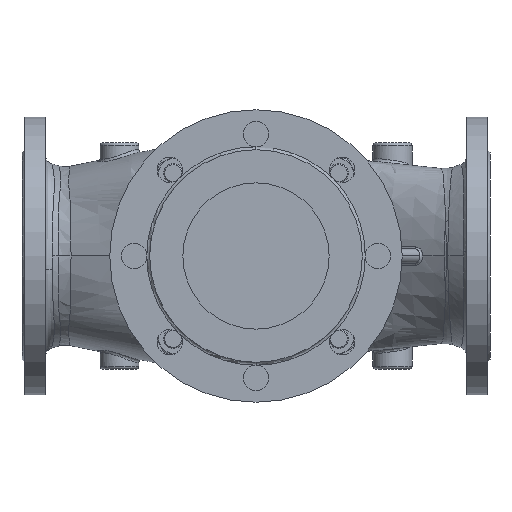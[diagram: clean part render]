
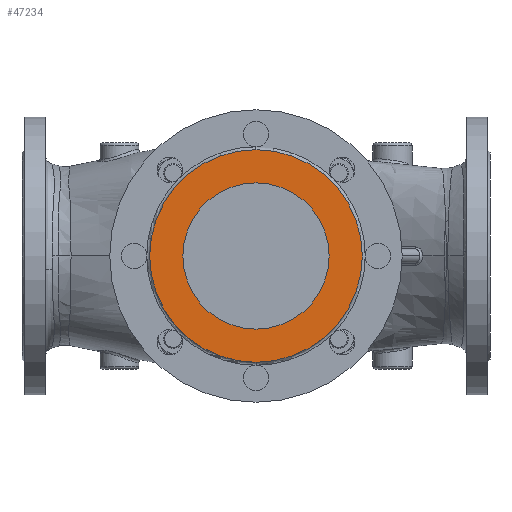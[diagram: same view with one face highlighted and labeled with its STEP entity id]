
A CAD part, front view. The second image highlights one B-rep face of the part: STEP entity #47234.
In plain terms, the highlighted planar face has unit normal (0, -1, 0).
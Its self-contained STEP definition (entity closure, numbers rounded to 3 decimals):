
#1136 = CARTESIAN_POINT ( 'NONE',  ( 0., -279., 0. ) ) ;
#9075 = DIRECTION ( 'NONE',  ( 0., -1., 0. ) ) ;
#16006 = FACE_OUTER_BOUND ( 'NONE', #152893, .T. ) ;
#16937 = CARTESIAN_POINT ( 'NONE',  ( -75., -279., 0. ) ) ;
#16998 = CARTESIAN_POINT ( 'NONE',  ( 75., -279., 0. ) ) ;
#23488 = DIRECTION ( 'NONE',  ( 0., 0., 1. ) ) ;
#30655 = CIRCLE ( 'NONE', #58035, 75. ) ;
#39341 = DIRECTION ( 'NONE',  ( 0., 0., 1. ) ) ;
#47234 = ADVANCED_FACE ( 'NONE', ( #134315, #16006 ), #60713, .F. ) ;
#58035 = AXIS2_PLACEMENT_3D ( 'NONE', #142252, #9075, #164540 ) ;
#60713 = PLANE ( 'NONE',  #110112 ) ;
#65179 = AXIS2_PLACEMENT_3D ( 'NONE', #100849, #256289, #123223 ) ;
#67805 = AXIS2_PLACEMENT_3D ( 'NONE', #212220, #79084, #234551 ) ;
#79084 = DIRECTION ( 'NONE',  ( 0., -1., 0. ) ) ;
#85257 = CARTESIAN_POINT ( 'NONE',  ( 0., -279., -109. ) ) ;
#86737 = CIRCLE ( 'NONE', #65179, 109. ) ;
#100849 = CARTESIAN_POINT ( 'NONE',  ( 0., -279., 0. ) ) ;
#102080 = ORIENTED_EDGE ( 'NONE', *, *, #247417, .F. ) ;
#110112 = AXIS2_PLACEMENT_3D ( 'NONE', #16998, #172464, #39341 ) ;
#116782 = EDGE_LOOP ( 'NONE', ( #102080, #279894 ) ) ;
#117001 = VERTEX_POINT ( 'NONE', #268606 ) ;
#122933 = CIRCLE ( 'NONE', #67805, 75. ) ;
#123223 = DIRECTION ( 'NONE',  ( 0., 0., 1. ) ) ;
#131490 = VERTEX_POINT ( 'NONE', #16937 ) ;
#131499 = ORIENTED_EDGE ( 'NONE', *, *, #250456, .F. ) ;
#134315 = FACE_BOUND ( 'NONE', #116782, .T. ) ;
#142252 = CARTESIAN_POINT ( 'NONE',  ( 0., -279., 0. ) ) ;
#152893 = EDGE_LOOP ( 'NONE', ( #194879, #131499 ) ) ;
#155292 = EDGE_CURVE ( 'NONE', #117001, #161796, #86737, .T. ) ;
#156645 = DIRECTION ( 'NONE',  ( 0., 1., 0. ) ) ;
#158969 = CIRCLE ( 'NONE', #225790, 109. ) ;
#161796 = VERTEX_POINT ( 'NONE', #85257 ) ;
#164540 = DIRECTION ( 'NONE',  ( 1., 0., 0. ) ) ;
#172464 = DIRECTION ( 'NONE',  ( 0., 1., 0. ) ) ;
#185925 = CARTESIAN_POINT ( 'NONE',  ( 75., -279., 0. ) ) ;
#194879 = ORIENTED_EDGE ( 'NONE', *, *, #155292, .F. ) ;
#211681 = EDGE_CURVE ( 'NONE', #131490, #247387, #122933, .T. ) ;
#212220 = CARTESIAN_POINT ( 'NONE',  ( 0., -279., 0. ) ) ;
#225790 = AXIS2_PLACEMENT_3D ( 'NONE', #1136, #156645, #23488 ) ;
#234551 = DIRECTION ( 'NONE',  ( 1., 0., 0. ) ) ;
#247387 = VERTEX_POINT ( 'NONE', #185925 ) ;
#247417 = EDGE_CURVE ( 'NONE', #247387, #131490, #30655, .T. ) ;
#250456 = EDGE_CURVE ( 'NONE', #161796, #117001, #158969, .T. ) ;
#256289 = DIRECTION ( 'NONE',  ( 0., 1., 0. ) ) ;
#268606 = CARTESIAN_POINT ( 'NONE',  ( 0., -279., 109. ) ) ;
#279894 = ORIENTED_EDGE ( 'NONE', *, *, #211681, .F. ) ;
